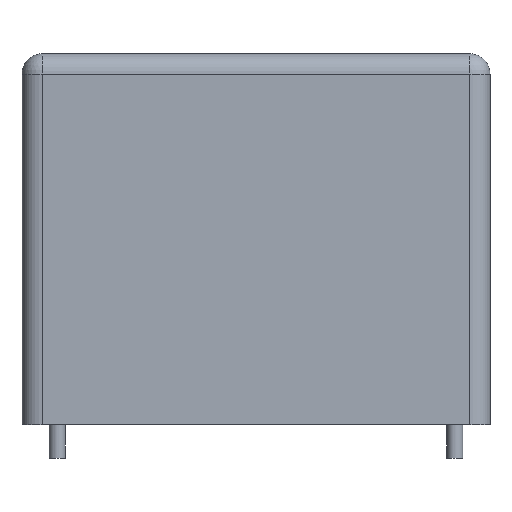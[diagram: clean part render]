
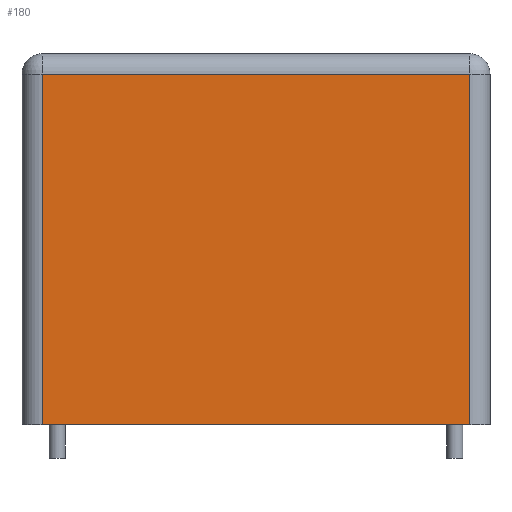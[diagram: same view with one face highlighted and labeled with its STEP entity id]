
A CAD part, front view. The second image highlights one B-rep face of the part: STEP entity #180.
In plain terms, the highlighted planar face has unit normal (0, -1, 0).
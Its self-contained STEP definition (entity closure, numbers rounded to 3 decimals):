
#12=DIRECTION('',(0.,0.,1.));
#26=VECTOR('',#12,1.);
#32=CARTESIAN_POINT('',(-2.,-5.75,0.));
#34=DIRECTION('',(0.,1.,0.));
#45=DIRECTION('',(1.,0.,0.));
#51=VERTEX_POINT('',#52);
#52=CARTESIAN_POINT('',(-0.85,-5.75,0.));
#58=ORIENTED_EDGE('',*,*,#59,.T.);
#59=EDGE_CURVE('',#51,#60,#62,.T.);
#60=VERTEX_POINT('',#61);
#61=CARTESIAN_POINT('',(-0.85,-5.75,19.85));
#62=LINE('',#52,#26);
#99=EDGE_CURVE('',#51,#100,#102,.T.);
#100=VERTEX_POINT('',#101);
#101=CARTESIAN_POINT('',(23.35,-5.75,0.));
#102=LINE('',#32,#103);
#103=VECTOR('',#45,1.);
#180=ADVANCED_FACE('',(#181),#194,.F.);
#181=FACE_BOUND('',#182,.F.);
#182=EDGE_LOOP('',(#58,#183,#190,#193));
#183=ORIENTED_EDGE('',*,*,#184,.F.);
#184=EDGE_CURVE('',#185,#60,#187,.T.);
#185=VERTEX_POINT('',#186);
#186=CARTESIAN_POINT('',(23.35,-5.75,19.85));
#187=LINE('',#186,#188);
#188=VECTOR('',#189,1.);
#189=DIRECTION('',(-1.,-0.,-0.));
#190=ORIENTED_EDGE('',*,*,#191,.F.);
#191=EDGE_CURVE('',#100,#185,#192,.T.);
#192=LINE('',#101,#26);
#193=ORIENTED_EDGE('',*,*,#99,.F.);
#194=PLANE('',#195);
#195=AXIS2_PLACEMENT_3D('',#32,#34,#12);
